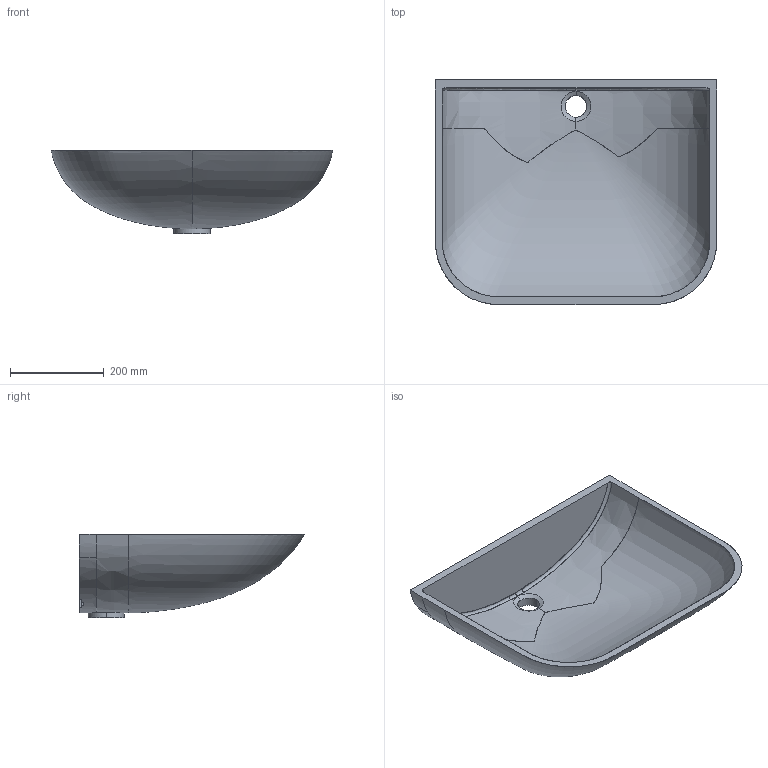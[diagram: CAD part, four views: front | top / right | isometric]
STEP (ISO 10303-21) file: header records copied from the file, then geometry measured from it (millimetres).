
FILE_DESCRIPTION((''),'2;1');
FILE_NAME('3341','2019-08-11T21:11:47',('monty'),(''),'CREO PARAMETRIC BY PTC INC, 2018050','CREO PARAMETRIC BY PTC INC, 2018050','');
FILE_SCHEMA(('CONFIG_CONTROL_DESIGN'));
Length unit declared in the file: millimetre
Products named in the file (1): 3341
Bounding box: 599.24 x 479.1 x 177.01 mm (x, y, z)
Surface area: 858377.4 mm2 (no closed solid volume)
Topology: 0 solids, 4 shells, 74 faces, 361 edges, 282 vertices
Faces by surface type: plane 36, cylinder 21, bspline 11, extrusion 6
Entity records: 10935 total; most frequent: CARTESIAN_POINT 8480, ORIENTED_EDGE 547, EDGE_CURVE 359, DIRECTION 324, VERTEX_POINT 282, B_SPLINE_CURVE_WITH_KNOTS 199, VECTOR 134, LINE 128
